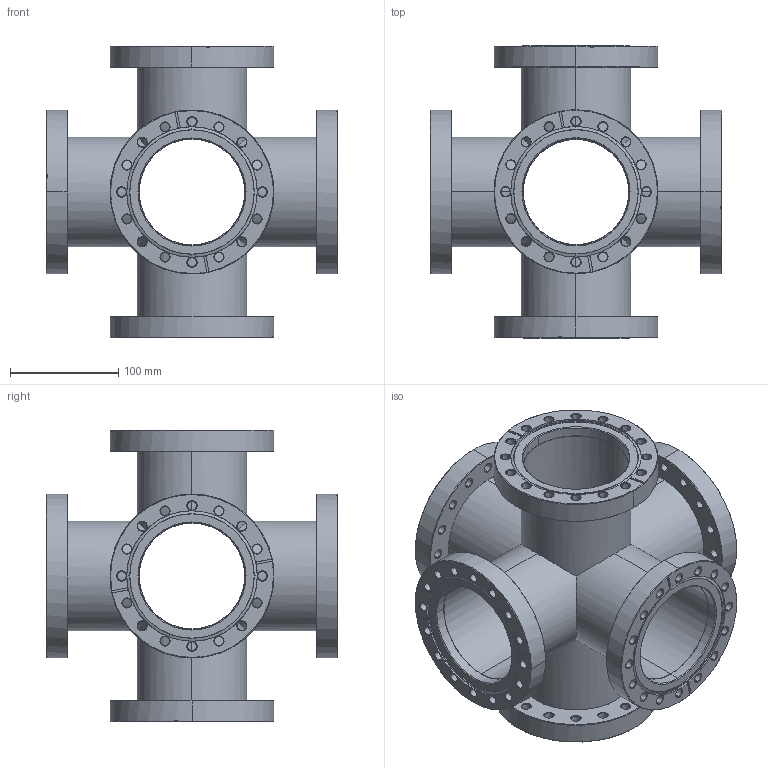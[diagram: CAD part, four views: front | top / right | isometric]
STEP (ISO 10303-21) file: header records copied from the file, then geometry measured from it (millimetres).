
FILE_DESCRIPTION (( 'STEP AP214' ), '1' );
FILE_NAME ('Hositrad_FX6-100-100-Cross.STEP', '2017-05-23T07:31:44', ( 'Gebruiker' ), ( '' ), 'SwSTEP 2.0', 'SolidWorks 2017', '' );
FILE_SCHEMA (( 'AUTOMOTIVE_DESIGN' ));
Length unit declared in the file: millimetre
Products named in the file (3): Hositrad_FX6-100-100-Cross; NW100CF-weld_CF100-102; FX6-101.6-tube
Assembly tree (7 placements, depth 2):
  Hositrad_FX6-100-100-Cross
    FX6-101.6-tube
    NW100CF-weld_CF100-102  x6
Bounding box: 269.8 x 269.8 x 269.8 mm (x, y, z)
Volume: 1378995.2 mm3; surface area: 558187.3 mm2
Topology: 7 solids, 7 shells, 798 faces, 1888 edges, 1106 vertices
Faces by surface type: cone 462, cylinder 264, plane 72
Entity records: 5253 total; most frequent: CARTESIAN_POINT 919, DIRECTION 869, ORIENTED_EDGE 776, EDGE_CURVE 388, AXIS2_PLACEMENT_3D 357, VERTEX_POINT 231, EDGE_LOOP 199, CIRCLE 189
